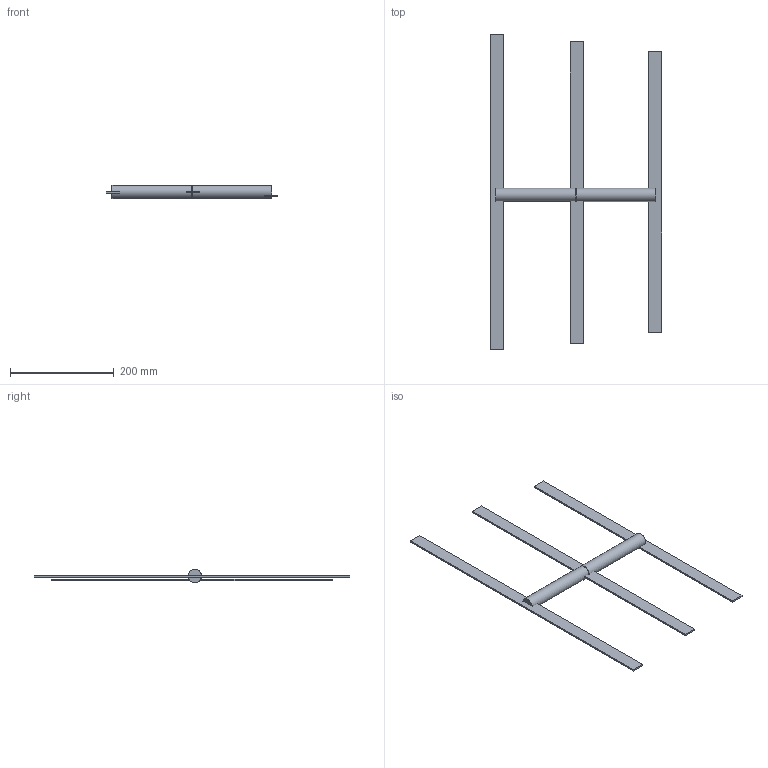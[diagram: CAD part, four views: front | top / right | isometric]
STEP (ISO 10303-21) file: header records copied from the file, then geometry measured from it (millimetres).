
FILE_DESCRIPTION(/* description */ ('STEP AP242','CAx-IF Rec.Pracs.---Representation and Presentation of Product Manufacturing Information (PMI)---4.0---2014-10-13','CAx-IF Rec.Pracs.---3D Tessellated Geometry---0.4---2014-09-14','2;1'),/* implementation_level */ '2;1');
FILE_NAME(/* name */ '6198c99455942d676bc25ccf',/* time_stamp */ '2021-11-20T10:10:28+00:00',/* author */ (''),/* organization */ (''),/* preprocessor_version */ 'ST-DEVELOPER v18.1',/* originating_system */ ' ',/* authorisation */ ' ');
FILE_SCHEMA (('AP242_MANAGED_MODEL_BASED_3D_ENGINEERING_MIM_LF { 1 0 10303 442 1 1 4 }'));
Length unit declared in the file: metre
Products named in the file (5): Yogi; Part 1
Assembly tree (5 placements, depth 2):
  Yogi
    Part 1  x2
    Part 1
    Part 1
    Part 1
Bounding box: 330.29 x 608.6 x 25.4 mm (x, y, z)
Volume: 287653.9 mm3; surface area: 125332.7 mm2
Topology: 5 solids, 5 shells, 24 faces, 42 edges, 28 vertices
Faces by surface type: plane 22, cylinder 2
Full cylindrical faces by diameter (mm): 25.4 x2
Entity records: 637 total; most frequent: DIRECTION 94, CARTESIAN_POINT 91, ORIENTED_EDGE 76, EDGE_CURVE 38, LINE 36, VECTOR 36, AXIS2_PLACEMENT_3D 29, VERTEX_POINT 26
